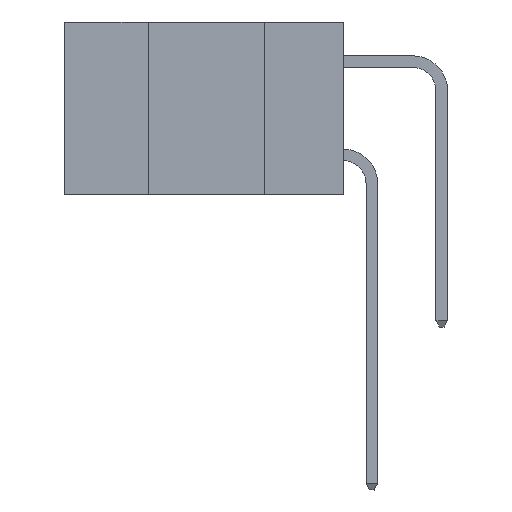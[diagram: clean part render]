
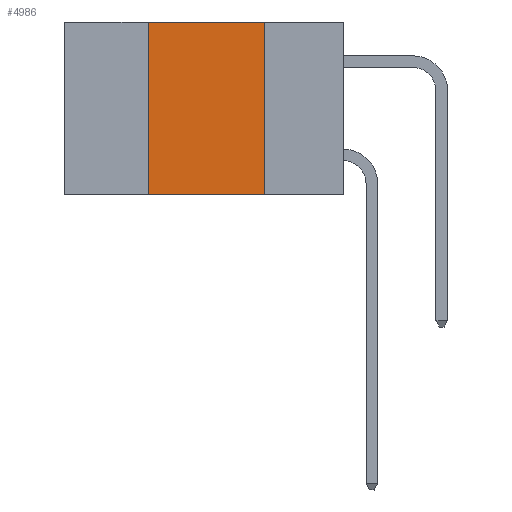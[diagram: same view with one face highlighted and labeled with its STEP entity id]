
A CAD part, left-side view. The second image highlights one B-rep face of the part: STEP entity #4986.
In plain terms, the highlighted planar face has unit normal (-1, 0, 0).
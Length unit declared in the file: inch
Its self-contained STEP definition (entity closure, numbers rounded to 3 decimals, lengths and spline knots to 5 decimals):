
#184 = VERTEX_POINT ( 'NONE', #10653 ) ;
#230 = ORIENTED_EDGE ( 'NONE', *, *, #16326, .F. ) ;
#1375 = VERTEX_POINT ( 'NONE', #19573 ) ;
#1852 = DIRECTION ( 'NONE',  ( 0., 0., -1. ) ) ;
#2207 = EDGE_CURVE ( 'NONE', #1375, #15532, #21388, .T. ) ;
#3736 = DIRECTION ( 'NONE',  ( 1., 0., 0. ) ) ;
#3758 = ORIENTED_EDGE ( 'NONE', *, *, #9749, .T. ) ;
#4986 = ADVANCED_FACE ( 'NONE', ( #10810 ), #5482, .F. ) ;
#5482 = PLANE ( 'NONE',  #12114 ) ;
#5785 = DIRECTION ( 'NONE',  ( 0., 0., 1. ) ) ;
#7017 = EDGE_LOOP ( 'NONE', ( #20881, #230, #13934, #3758 ) ) ;
#7778 = VERTEX_POINT ( 'NONE', #9665 ) ;
#8727 = CARTESIAN_POINT ( 'NONE',  ( 0., 0.17, -0.37 ) ) ;
#9020 = CARTESIAN_POINT ( 'NONE',  ( 0., 0.6, 0. ) ) ;
#9665 = CARTESIAN_POINT ( 'NONE',  ( 0., 0.42, 0. ) ) ;
#9749 = EDGE_CURVE ( 'NONE', #184, #15532, #15212, .T. ) ;
#10631 = DIRECTION ( 'NONE',  ( 0., 0., -1. ) ) ;
#10653 = CARTESIAN_POINT ( 'NONE',  ( 0., 0.42, -0.37 ) ) ;
#10810 = FACE_OUTER_BOUND ( 'NONE', #7017, .T. ) ;
#11116 = CARTESIAN_POINT ( 'NONE',  ( 0., 0.42, -0.37 ) ) ;
#11746 = EDGE_CURVE ( 'NONE', #184, #7778, #18207, .T. ) ;
#12114 = AXIS2_PLACEMENT_3D ( 'NONE', #9020, #3736, #1852 ) ;
#12974 = CARTESIAN_POINT ( 'NONE',  ( 0., 0.6, -0.37 ) ) ;
#13934 = ORIENTED_EDGE ( 'NONE', *, *, #11746, .F. ) ;
#15212 = LINE ( 'NONE', #12974, #17123 ) ;
#15532 = VERTEX_POINT ( 'NONE', #17081 ) ;
#15916 = VECTOR ( 'NONE', #5785, 39.37008 ) ;
#16326 = EDGE_CURVE ( 'NONE', #7778, #1375, #20386, .T. ) ;
#17081 = CARTESIAN_POINT ( 'NONE',  ( 0., 0.17, -0.37 ) ) ;
#17123 = VECTOR ( 'NONE', #20641, 39.37008 ) ;
#18207 = LINE ( 'NONE', #11116, #15916 ) ;
#18854 = CARTESIAN_POINT ( 'NONE',  ( 0., 0.6, 0. ) ) ;
#19573 = CARTESIAN_POINT ( 'NONE',  ( 0., 0.17, 0. ) ) ;
#20239 = VECTOR ( 'NONE', #10631, 39.37008 ) ;
#20386 = LINE ( 'NONE', #18854, #20555 ) ;
#20508 = DIRECTION ( 'NONE',  ( 0., -1., 0. ) ) ;
#20555 = VECTOR ( 'NONE', #20508, 39.37008 ) ;
#20641 = DIRECTION ( 'NONE',  ( 0., -1., 0. ) ) ;
#20881 = ORIENTED_EDGE ( 'NONE', *, *, #2207, .F. ) ;
#21388 = LINE ( 'NONE', #8727, #20239 ) ;
